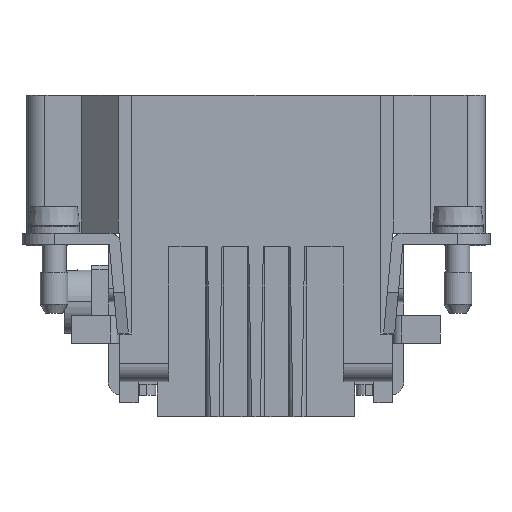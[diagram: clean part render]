
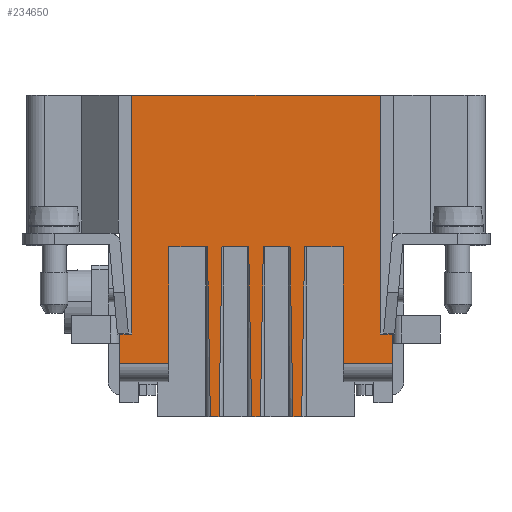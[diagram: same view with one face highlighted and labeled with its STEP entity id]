
A CAD part, front view. The second image highlights one B-rep face of the part: STEP entity #234650.
In plain terms, the highlighted planar face has unit normal (0, -1, 0).
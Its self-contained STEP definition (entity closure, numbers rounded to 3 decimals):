
#4550=CARTESIAN_POINT('',(10.712,26.999,21.));
#4560=VERTEX_POINT('',#4550);
#5050=CARTESIAN_POINT('',(11.035,26.999,2.5));
#5060=VERTEX_POINT('',#5050);
#5090=CARTESIAN_POINT('',(11.323,26.999,-14.));
#5100=DIRECTION('',(-0.017,0.,1.));
#5110=VECTOR('',#5100,1.);
#5120=LINE('',#5090,#5110);
#5130=EDGE_CURVE('',#5060,#4560,#5120,.T.);
#5300=CARTESIAN_POINT('',(82.665,26.999,2.5));
#5310=DIRECTION('',(1.,0.,0.));
#5320=VECTOR('',#5310,1.);
#5330=LINE('',#5300,#5320);
#5340=CARTESIAN_POINT('',(6.535,26.999,2.5));
#5350=VERTEX_POINT('',#5340);
#5360=CARTESIAN_POINT('',(9.441,26.999,2.5));
#5370=VERTEX_POINT('',#5360);
#5380=EDGE_CURVE('',#5350,#5370,#5330,.T.);
#11230=CARTESIAN_POINT('',(6.212,26.999,21.));
#11240=VERTEX_POINT('',#11230);
#11680=CARTESIAN_POINT('',(6.823,26.999,-14.));
#11690=DIRECTION('',(-0.017,0.,1.));
#11700=VECTOR('',#11690,1.);
#11710=LINE('',#11680,#11700);
#11720=EDGE_CURVE('',#5350,#11240,#11710,.T.);
#13020=CARTESIAN_POINT('',(0.738,26.999,2.5));
#13030=VERTEX_POINT('',#13020);
#13060=CARTESIAN_POINT('',(0.738,26.999,-14.));
#13070=DIRECTION('',(0.,0.,-1.));
#13080=VECTOR('',#13070,1.);
#13090=LINE('',#13060,#13080);
#13100=CARTESIAN_POINT('',(0.738,26.999,15.2));
#13110=VERTEX_POINT('',#13100);
#13120=EDGE_CURVE('',#13110,#13030,#13090,.T.);
#15700=CARTESIAN_POINT('',(9.764,26.999,21.));
#15710=VERTEX_POINT('',#15700);
#15740=CARTESIAN_POINT('',(9.153,26.999,-14.));
#15750=DIRECTION('',(-0.017,0.,-1.));
#15760=VECTOR('',#15750,1.);
#15770=LINE('',#15740,#15760);
#15780=EDGE_CURVE('',#15710,#5370,#15770,.T.);
#16110=CARTESIAN_POINT('',(19.738,26.999,15.2));
#16120=VERTEX_POINT('',#16110);
#16150=CARTESIAN_POINT('',(19.738,26.999,-14.));
#16160=DIRECTION('',(0.,0.,1.));
#16170=VECTOR('',#16160,1.);
#16180=LINE('',#16150,#16170);
#16190=CARTESIAN_POINT('',(19.738,26.999,2.5));
#16200=VERTEX_POINT('',#16190);
#16210=EDGE_CURVE('',#16200,#16120,#16180,.T.);
#21150=CARTESIAN_POINT('',(82.665,26.999,2.5));
#21160=DIRECTION('',(1.,0.,0.));
#21170=VECTOR('',#21160,1.);
#21180=LINE('',#21150,#21170);
#21190=CARTESIAN_POINT('',(4.941,26.999,2.5));
#21200=VERTEX_POINT('',#21190);
#21210=EDGE_CURVE('',#13030,#21200,#21180,.T.);
#79050=CARTESIAN_POINT('',(15.212,26.999,21.));
#79060=VERTEX_POINT('',#79050);
#79140=CARTESIAN_POINT('',(15.535,26.999,
2.5));
#79150=VERTEX_POINT('',#79140);
#79180=CARTESIAN_POINT('',(15.823,26.999,-14.));
#79190=DIRECTION('',(-0.017,0.,1.));
#79200=VECTOR('',#79190,1.);
#79210=LINE('',#79180,#79200);
#79220=EDGE_CURVE('',#79150,#79060,#79210,.T.);
#83900=CARTESIAN_POINT('',(19.665,26.999,2.5));
#83910=DIRECTION('',(1.,0.,0.));
#83920=VECTOR('',#83910,1.);
#83930=LINE('',#83900,#83920);
#83940=EDGE_CURVE('',#79150,#16200,#83930,.T.);
#103070=CARTESIAN_POINT('',(82.665,26.999,21.));
#103080=DIRECTION('',(1.,0.,0.));
#103090=VECTOR('',#103080,1.);
#103100=LINE('',#103070,#103090);
#103110=CARTESIAN_POINT('',(5.264,26.999,21.));
#103120=VERTEX_POINT('',#103110);
#103130=EDGE_CURVE('',#103120,#11240,#103100,.T.);
#104590=CARTESIAN_POINT('',(46.665,26.999,21.));
#104600=DIRECTION('',(1.,0.,0.));
#104610=VECTOR('',#104600,1.);
#104620=LINE('',#104590,#104610);
#104630=CARTESIAN_POINT('',(14.264,26.999,21.));
#104640=VERTEX_POINT('',#104630);
#104650=EDGE_CURVE('',#104640,#79060,#104620,.T.);
#104850=CARTESIAN_POINT('',(82.665,26.999,21.));
#104860=DIRECTION('',(1.,0.,0.));
#104870=VECTOR('',#104860,1.);
#104880=LINE('',#104850,#104870);
#104890=EDGE_CURVE('',#15710,#4560,#104880,.T.);
#126060=CARTESIAN_POINT('',(13.941,26.999,2.5));
#126070=VERTEX_POINT('',#126060);
#126100=CARTESIAN_POINT('',(19.665,26.999,2.5));
#126110=DIRECTION('',(1.,0.,0.));
#126120=VECTOR('',#126110,1.);
#126130=LINE('',#126100,#126120);
#126140=EDGE_CURVE('',#5060,#126070,#126130,.T.);
#132150=CARTESIAN_POINT('',(13.653,26.999,-14.));
#132160=DIRECTION('',(-0.017,0.,-1.));
#132170=VECTOR('',#132160,1.);
#132180=LINE('',#132150,#132170);
#132190=EDGE_CURVE('',#104640,#126070,#132180,.T.);
#191800=CARTESIAN_POINT('',(25.088,26.999,12.));
#191810=VERTEX_POINT('',#191800);
#191840=CARTESIAN_POINT('',(25.088,26.999,-14.));
#191850=DIRECTION('',(0.,0.,-1.));
#191860=VECTOR('',#191850,1.);
#191870=LINE('',#191840,#191860);
#191880=CARTESIAN_POINT('',(25.088,26.999,15.2));
#191890=VERTEX_POINT('',#191880);
#191900=EDGE_CURVE('',#191890,#191810,#191870,.T.);
#198030=CARTESIAN_POINT('',(47.915,26.999,15.2));
#198040=DIRECTION('',(1.,0.,0.));
#198050=VECTOR('',#198040,1.);
#198060=LINE('',#198030,#198050);
#198070=EDGE_CURVE('',#16120,#191890,#198060,.T.);
#199270=CARTESIAN_POINT('',(23.788,26.999,-14.));
#199280=VERTEX_POINT('',#199270);
#199310=CARTESIAN_POINT('',(23.788,26.999,-14.));
#199320=DIRECTION('',(0.,0.,-1.));
#199330=VECTOR('',#199320,1.);
#199340=LINE('',#199310,#199330);
#199350=CARTESIAN_POINT('',(23.788,26.999,12.));
#199360=VERTEX_POINT('',#199350);
#199370=EDGE_CURVE('',#199360,#199280,#199340,.T.);
#202340=CARTESIAN_POINT('',(47.915,26.999,12.));
#202350=DIRECTION('',(1.,0.,0.));
#202360=VECTOR('',#202350,1.);
#202370=LINE('',#202340,#202360);
#202380=EDGE_CURVE('',#199360,#191810,#202370,.T.);
#233960=CARTESIAN_POINT('',(-15.497,26.999,-4.324
));
#233970=DIRECTION('',(0.,1.,-0.));
#233980=DIRECTION('',(-1.,0.,0.));
#233990=AXIS2_PLACEMENT_3D('',#233960,#233970,#233980);
#234000=PLANE('',#233990);
#234010=ORIENTED_EDGE('',*,*,#13120,.F.);
#234020=ORIENTED_EDGE('',*,*,#21210,.F.);
#234030=CARTESIAN_POINT('',(4.653,26.999,-14.));
#234040=DIRECTION('',(-0.017,0.,-1.));
#234050=VECTOR('',#234040,1.);
#234060=LINE('',#234030,#234050);
#234070=EDGE_CURVE('',#103120,#21200,#234060,.T.);
#234080=ORIENTED_EDGE('',*,*,#234070,.T.);
#234090=ORIENTED_EDGE('',*,*,#103130,.F.);
#234100=ORIENTED_EDGE('',*,*,#11720,.T.);
#234110=ORIENTED_EDGE('',*,*,#5380,.F.);
#234120=ORIENTED_EDGE('',*,*,#15780,.T.);
#234130=ORIENTED_EDGE('',*,*,#104890,.F.);
#234140=ORIENTED_EDGE('',*,*,#5130,.T.);
#234150=ORIENTED_EDGE('',*,*,#126140,.F.);
#234160=ORIENTED_EDGE('',*,*,#132190,.T.);
#234170=ORIENTED_EDGE('',*,*,#104650,.F.);
#234180=ORIENTED_EDGE('',*,*,#79220,.T.);
#234190=ORIENTED_EDGE('',*,*,#83940,.F.);
#234200=ORIENTED_EDGE('',*,*,#16210,.F.);
#234210=ORIENTED_EDGE('',*,*,#198070,.F.);
#234220=ORIENTED_EDGE('',*,*,#191900,.F.);
#234230=ORIENTED_EDGE('',*,*,#202380,.T.);
#234240=ORIENTED_EDGE('',*,*,#199370,.F.);
#234250=CARTESIAN_POINT('',(81.415,26.999,-14.));
#234260=DIRECTION('',(1.,0.,0.));
#234270=VECTOR('',#234260,1.);
#234280=LINE('',#234250,#234270);
#234290=CARTESIAN_POINT('',(-3.312,26.999,-14.));
#234300=VERTEX_POINT('',#234290);
#234310=EDGE_CURVE('',#234300,#199280,#234280,.T.);
#234320=ORIENTED_EDGE('',*,*,#234310,.T.);
#234330=CARTESIAN_POINT('',(-3.312,26.999,-14.));
#234340=DIRECTION('',(0.,0.,1.));
#234350=VECTOR('',#234340,1.);
#234360=LINE('',#234330,#234350);
#234370=CARTESIAN_POINT('',(-3.312,26.999,12.));
#234380=VERTEX_POINT('',#234370);
#234390=EDGE_CURVE('',#234300,#234380,#234360,.T.);
#234400=ORIENTED_EDGE('',*,*,#234390,.F.);
#234410=CARTESIAN_POINT('',(81.415,26.999,12.));
#234420=DIRECTION('',(1.,0.,0.));
#234430=VECTOR('',#234420,1.);
#234440=LINE('',#234410,#234430);
#234450=CARTESIAN_POINT('',(-4.612,26.999,12.));
#234460=VERTEX_POINT('',#234450);
#234470=EDGE_CURVE('',#234460,#234380,#234440,.T.);
#234480=ORIENTED_EDGE('',*,*,#234470,.T.);
#234490=CARTESIAN_POINT('',(-4.612,26.999,-14.));
#234500=DIRECTION('',(0.,0.,1.));
#234510=VECTOR('',#234500,1.);
#234520=LINE('',#234490,#234510);
#234530=CARTESIAN_POINT('',(-4.612,26.999,15.2));
#234540=VERTEX_POINT('',#234530);
#234550=EDGE_CURVE('',#234460,#234540,#234520,.T.);
#234560=ORIENTED_EDGE('',*,*,#234550,.F.);
#234570=CARTESIAN_POINT('',(81.415,26.999,15.2));
#234580=DIRECTION('',(1.,0.,0.));
#234590=VECTOR('',#234580,1.);
#234600=LINE('',#234570,#234590);
#234610=EDGE_CURVE('',#234540,#13110,#234600,.T.);
#234620=ORIENTED_EDGE('',*,*,#234610,.F.);
#234630=EDGE_LOOP('',(#234620,#234560,#234480,#234400,#234320,#234240,
#234230,#234220,#234210,#234200,#234190,#234180,#234170,#234160,#234150,
#234140,#234130,#234120,#234110,#234100,#234090,#234080,#234020,#234010)
);
#234640=FACE_OUTER_BOUND('',#234630,.T.);
#234650=ADVANCED_FACE('',(#234640),#234000,.F.);
